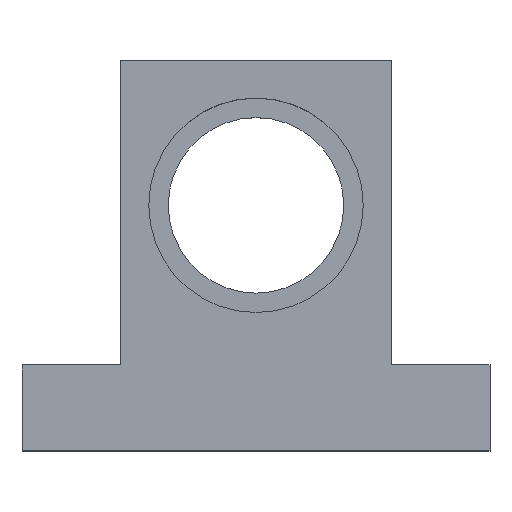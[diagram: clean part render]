
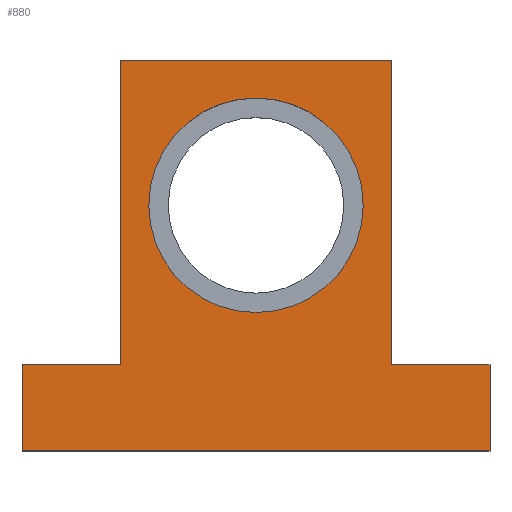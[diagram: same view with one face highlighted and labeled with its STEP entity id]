
A CAD part, top view. The second image highlights one B-rep face of the part: STEP entity #880.
In plain terms, the highlighted planar face has unit normal (0, 0, 1).
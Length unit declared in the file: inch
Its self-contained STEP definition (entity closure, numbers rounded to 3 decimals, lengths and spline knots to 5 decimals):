
#222=CARTESIAN_POINT('',(0.69299,1.5748,0.5));
#223=VERTEX_POINT('',#222);
#239=CARTESIAN_POINT('',(-0.68201,1.5748,0.5));
#240=VERTEX_POINT('',#239);
#247=CARTESIAN_POINT('',(0.00549,1.5748,0.5));
#248=DIRECTION('',(0.0,0.0,-1.0));
#249=DIRECTION('',(1.0,0.0,0.0));
#250=AXIS2_PLACEMENT_3D('',#247,#248,#249);
#251=CIRCLE('',#250,0.6875);
#252=EDGE_CURVE('',#223,#240,#251,.T.);
#526=CARTESIAN_POINT('',(0.00549,1.5748,0.5));
#527=DIRECTION('',(0.0,0.0,-1.0));
#528=DIRECTION('',(1.0,0.0,0.0));
#529=AXIS2_PLACEMENT_3D('',#526,#527,#528);
#530=CIRCLE('',#529,0.6875);
#531=EDGE_CURVE('',#240,#223,#530,.T.);
#582=CARTESIAN_POINT('',(-1.49451,0.0,0.5));
#583=VERTEX_POINT('',#582);
#584=CARTESIAN_POINT('',(-1.49451,0.55118,0.5));
#585=VERTEX_POINT('',#584);
#586=CARTESIAN_POINT('',(-1.49451,0.0,0.5));
#587=DIRECTION('',(0.0,1.0,0.0));
#588=VECTOR('',#587,0.55118);
#589=LINE('',#586,#588);
#590=EDGE_CURVE('',#583,#585,#589,.T.);
#622=CARTESIAN_POINT('',(-0.86065,0.55118,0.5));
#623=VERTEX_POINT('',#622);
#624=CARTESIAN_POINT('',(-1.49451,0.55118,0.5));
#625=DIRECTION('',(1.0,0.0,0.0));
#626=VECTOR('',#625,0.63386);
#627=LINE('',#624,#626);
#628=EDGE_CURVE('',#585,#623,#627,.T.);
#657=CARTESIAN_POINT('',(-0.86065,2.5,0.5));
#658=VERTEX_POINT('',#657);
#659=CARTESIAN_POINT('',(-0.86065,0.55118,0.5));
#660=DIRECTION('',(0.0,1.0,0.0));
#661=VECTOR('',#660,1.94882);
#662=LINE('',#659,#661);
#663=EDGE_CURVE('',#623,#658,#662,.T.);
#688=CARTESIAN_POINT('',(0.87163,2.5,0.5));
#689=VERTEX_POINT('',#688);
#690=CARTESIAN_POINT('',(-0.86065,2.5,0.5));
#691=DIRECTION('',(1.0,0.0,0.0));
#692=VECTOR('',#691,1.73228);
#693=LINE('',#690,#692);
#694=EDGE_CURVE('',#658,#689,#693,.T.);
#719=CARTESIAN_POINT('',(0.87163,0.55118,0.5));
#720=VERTEX_POINT('',#719);
#721=CARTESIAN_POINT('',(0.87163,2.5,0.5));
#722=DIRECTION('',(0.0,-1.0,0.0));
#723=VECTOR('',#722,1.94882);
#724=LINE('',#721,#723);
#725=EDGE_CURVE('',#689,#720,#724,.T.);
#750=CARTESIAN_POINT('',(1.50549,0.55118,0.5));
#751=VERTEX_POINT('',#750);
#752=CARTESIAN_POINT('',(0.87163,0.55118,0.5));
#753=DIRECTION('',(1.0,0.0,0.0));
#754=VECTOR('',#753,0.63386);
#755=LINE('',#752,#754);
#756=EDGE_CURVE('',#720,#751,#755,.T.);
#785=CARTESIAN_POINT('',(1.50549,0.0,0.5));
#786=VERTEX_POINT('',#785);
#787=CARTESIAN_POINT('',(1.50549,0.55118,0.5));
#788=DIRECTION('',(0.0,-1.0,0.0));
#789=VECTOR('',#788,0.55118);
#790=LINE('',#787,#789);
#791=EDGE_CURVE('',#751,#786,#790,.T.);
#816=CARTESIAN_POINT('',(1.50549,0.0,0.5));
#817=DIRECTION('',(-1.0,0.0,0.0));
#818=VECTOR('',#817,3.0);
#819=LINE('',#816,#818);
#820=EDGE_CURVE('',#786,#583,#819,.T.);
#861=CARTESIAN_POINT('',(0.00549,1.0254,0.5));
#862=DIRECTION('',(0.0,0.0,1.0));
#863=DIRECTION('',(1.0,0.0,0.0));
#864=AXIS2_PLACEMENT_3D('',#861,#862,#863);
#865=PLANE('',#864);
#866=ORIENTED_EDGE('',*,*,#590,.F.);
#867=ORIENTED_EDGE('',*,*,#820,.F.);
#868=ORIENTED_EDGE('',*,*,#791,.F.);
#869=ORIENTED_EDGE('',*,*,#756,.F.);
#870=ORIENTED_EDGE('',*,*,#725,.F.);
#871=ORIENTED_EDGE('',*,*,#694,.F.);
#872=ORIENTED_EDGE('',*,*,#663,.F.);
#873=ORIENTED_EDGE('',*,*,#628,.F.);
#874=EDGE_LOOP('',(#866,#867,#868,#869,#870,#871,#872,#873));
#875=FACE_OUTER_BOUND('',#874,.T.);
#876=ORIENTED_EDGE('',*,*,#252,.T.);
#877=ORIENTED_EDGE('',*,*,#531,.T.);
#878=EDGE_LOOP('',(#876,#877));
#879=FACE_BOUND('',#878,.T.);
#880=ADVANCED_FACE('',(#875,#879),#865,.T.);
